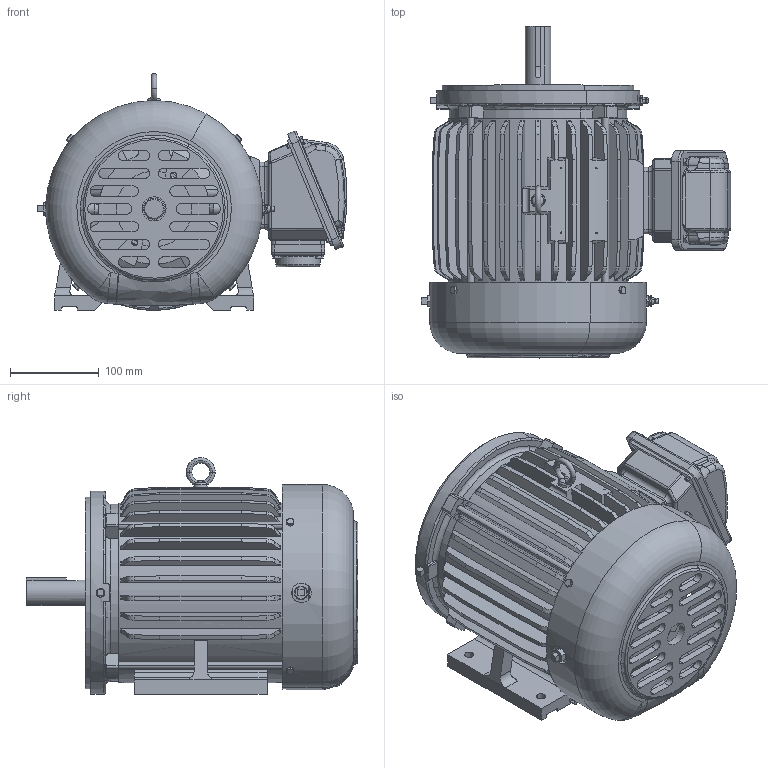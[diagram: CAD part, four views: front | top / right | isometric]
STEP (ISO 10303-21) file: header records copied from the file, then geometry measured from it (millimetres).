
FILE_DESCRIPTION(('CATIA V5 STEP Exchange'),'2;1');
FILE_NAME('31043A253-AEHH8B_CF 182TC.stp','2017-07-31T10:23:45+00:00',('none'),('none'),'Version 5-6 Release 2012','CATIA V5 STEP AP203','none');
FILE_SCHEMA(('CONFIG_CONTROL_DESIGN'));
Length unit declared in the file: millimetre
Products named in the file (1): 31043A253-AEHH8B_CF 182TC
Bounding box: 348.38 x 373.55 x 266.6 mm (x, y, z)
Volume: 3624706.1 mm3; surface area: 1046237.8 mm2
Topology: 4 solids, 13 shells, 2141 faces, 5621 edges, 3600 vertices
Faces by surface type: plane 768, cylinder 738, torus 299, cone 218, bspline 84, sphere 34
Entity records: 69350 total; most frequent: CARTESIAN_POINT 22634, ORIENTED_EDGE 11170, DIRECTION 6862, EDGE_CURVE 5585, VERTEX_POINT 3600, AXIS2_PLACEMENT_3D 3432, EDGE_LOOP 2377, ADVANCED_FACE 2141
